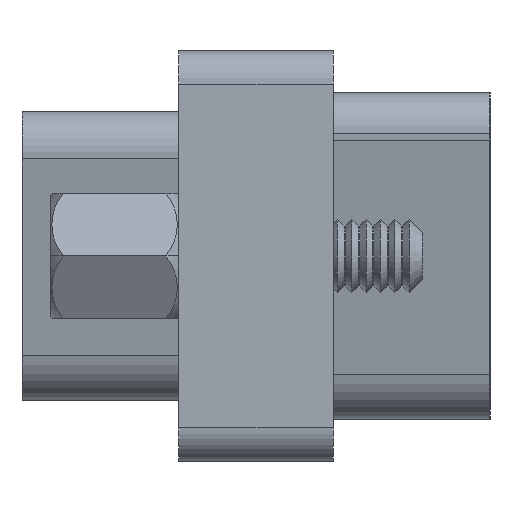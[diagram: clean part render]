
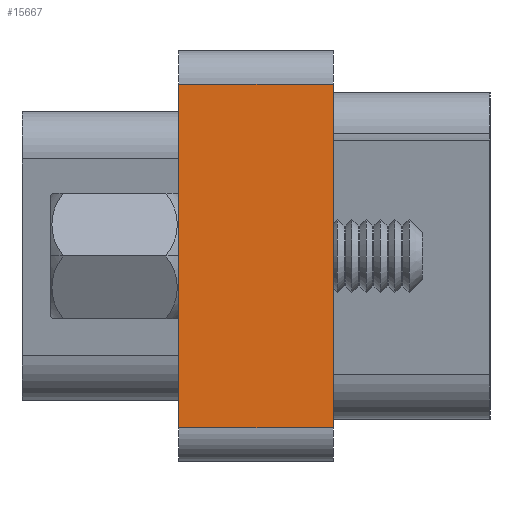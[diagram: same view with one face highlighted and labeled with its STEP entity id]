
A CAD part, left-side view. The second image highlights one B-rep face of the part: STEP entity #15667.
In plain terms, the highlighted planar face has unit normal (-1, 0, 0).
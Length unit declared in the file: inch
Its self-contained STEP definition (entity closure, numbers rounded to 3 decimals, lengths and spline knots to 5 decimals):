
#955 = VERTEX_POINT ( 'NONE', #17566 ) ;
#1609 = VERTEX_POINT ( 'NONE', #36947 ) ;
#3027 = ORIENTED_EDGE ( 'NONE', *, *, #19811, .F. ) ;
#4069 = LINE ( 'NONE', #7378, #49771 ) ;
#4504 = DIRECTION ( 'NONE',  ( 1., 0., 0. ) ) ;
#7378 = CARTESIAN_POINT ( 'NONE',  ( -1.325, 0.115, -0.255 ) ) ;
#9728 = CARTESIAN_POINT ( 'NONE',  ( -1.325, 0.115, 0.255 ) ) ;
#11461 = DIRECTION ( 'NONE',  ( 0., 0., 1. ) ) ;
#11943 = VERTEX_POINT ( 'NONE', #21056 ) ;
#12696 = VERTEX_POINT ( 'NONE', #42605 ) ;
#14016 = AXIS2_PLACEMENT_3D ( 'NONE', #36777, #4504, #41437 ) ;
#15453 = EDGE_CURVE ( 'NONE', #955, #12696, #46903, .T. ) ;
#15667 = ADVANCED_FACE ( 'NONE', ( #37317 ), #25307, .F. ) ;
#17566 = CARTESIAN_POINT ( 'NONE',  ( -1.325, -0.115, 0.255 ) ) ;
#19811 = EDGE_CURVE ( 'NONE', #1609, #12696, #25537, .T. ) ;
#21056 = CARTESIAN_POINT ( 'NONE',  ( -1.325, -0.115, -0.255 ) ) ;
#24350 = VECTOR ( 'NONE', #34255, 39.37008 ) ;
#25307 = PLANE ( 'NONE',  #14016 ) ;
#25537 = LINE ( 'NONE', #46790, #24350 ) ;
#30937 = EDGE_CURVE ( 'NONE', #1609, #11943, #4069, .T. ) ;
#31768 = ORIENTED_EDGE ( 'NONE', *, *, #15453, .T. ) ;
#32152 = EDGE_LOOP ( 'NONE', ( #50823, #31768, #3027, #39397 ) ) ;
#33344 = DIRECTION ( 'NONE',  ( 0., -1., 0. ) ) ;
#33488 = EDGE_CURVE ( 'NONE', #11943, #955, #39108, .T. ) ;
#34255 = DIRECTION ( 'NONE',  ( 0., 0., 1. ) ) ;
#34581 = VECTOR ( 'NONE', #11461, 39.37008 ) ;
#36777 = CARTESIAN_POINT ( 'NONE',  ( -1.325, 0.115, 0.305 ) ) ;
#36947 = CARTESIAN_POINT ( 'NONE',  ( -1.325, 0.115, -0.255 ) ) ;
#37317 = FACE_OUTER_BOUND ( 'NONE', #32152, .T. ) ;
#39108 = LINE ( 'NONE', #48631, #34581 ) ;
#39397 = ORIENTED_EDGE ( 'NONE', *, *, #30937, .T. ) ;
#41437 = DIRECTION ( 'NONE',  ( 0., 0., -1. ) ) ;
#42605 = CARTESIAN_POINT ( 'NONE',  ( -1.325, 0.115, 0.255 ) ) ;
#46648 = DIRECTION ( 'NONE',  ( 0., 1., 0. ) ) ;
#46790 = CARTESIAN_POINT ( 'NONE',  ( -1.325, 0.115, 0.305 ) ) ;
#46903 = LINE ( 'NONE', #9728, #50606 ) ;
#48631 = CARTESIAN_POINT ( 'NONE',  ( -1.325, -0.115, 0.305 ) ) ;
#49771 = VECTOR ( 'NONE', #33344, 39.37008 ) ;
#50606 = VECTOR ( 'NONE', #46648, 39.37008 ) ;
#50823 = ORIENTED_EDGE ( 'NONE', *, *, #33488, .T. ) ;
